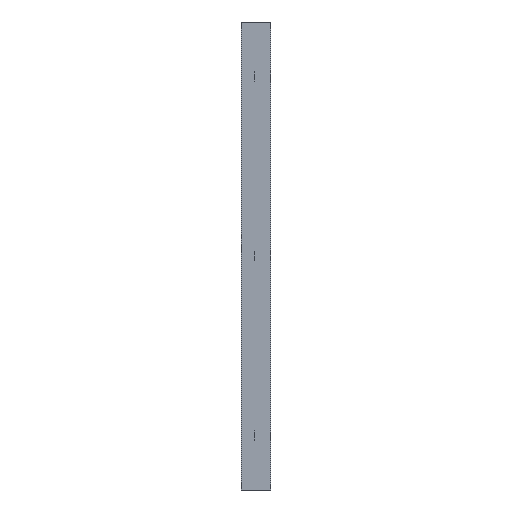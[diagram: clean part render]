
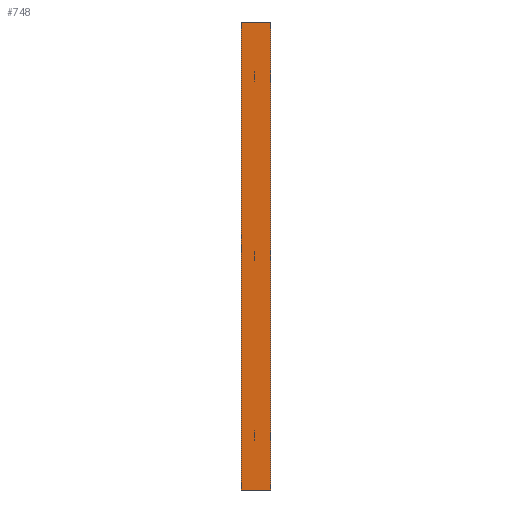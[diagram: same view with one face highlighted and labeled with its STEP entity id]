
A CAD part, left-side view. The second image highlights one B-rep face of the part: STEP entity #748.
In plain terms, the highlighted planar face has unit normal (-1, 0, 0).
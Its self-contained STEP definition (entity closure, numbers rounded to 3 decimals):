
#9 = DIRECTION ( 'NONE',  ( 0., -1., 0. ) ) ;
#26 = VECTOR ( 'NONE', #9, 1000. ) ;
#62 = CARTESIAN_POINT ( 'NONE',  ( -47.5, 8., 64.5 ) ) ;
#133 = ORIENTED_EDGE ( 'NONE', *, *, #1264, .F. ) ;
#142 = CARTESIAN_POINT ( 'NONE',  ( -47.5, 0., 64.5 ) ) ;
#209 = CARTESIAN_POINT ( 'NONE',  ( -47.5, 8., -64.5 ) ) ;
#215 = EDGE_CURVE ( 'NONE', #1561, #1678, #1291, .T. ) ;
#329 = VECTOR ( 'NONE', #1158, 1000. ) ;
#330 = DIRECTION ( 'NONE',  ( 1., 0., 0. ) ) ;
#346 = DIRECTION ( 'NONE',  ( 0., -1., 0. ) ) ;
#607 = CARTESIAN_POINT ( 'NONE',  ( -47.5, 0., 64.5 ) ) ;
#610 = FACE_OUTER_BOUND ( 'NONE', #1344, .T. ) ;
#639 = CARTESIAN_POINT ( 'NONE',  ( -47.5, 8., -64.5 ) ) ;
#698 = DIRECTION ( 'NONE',  ( 0., 0., 1. ) ) ;
#731 = LINE ( 'NONE', #1681, #26 ) ;
#748 = ADVANCED_FACE ( 'NONE', ( #610 ), #1665, .F. ) ;
#750 = VERTEX_POINT ( 'NONE', #639 ) ;
#815 = ORIENTED_EDGE ( 'NONE', *, *, #215, .T. ) ;
#982 = VECTOR ( 'NONE', #346, 1000. ) ;
#997 = LINE ( 'NONE', #209, #982 ) ;
#1062 = DIRECTION ( 'NONE',  ( 0., 0., -1. ) ) ;
#1112 = LINE ( 'NONE', #1232, #1667 ) ;
#1136 = EDGE_CURVE ( 'NONE', #750, #1274, #1112, .T. ) ;
#1158 = DIRECTION ( 'NONE',  ( 0., 0., 1. ) ) ;
#1200 = AXIS2_PLACEMENT_3D ( 'NONE', #62, #330, #1062 ) ;
#1232 = CARTESIAN_POINT ( 'NONE',  ( -47.5, 8., 64.5 ) ) ;
#1264 = EDGE_CURVE ( 'NONE', #1274, #1678, #731, .T. ) ;
#1274 = VERTEX_POINT ( 'NONE', #1279 ) ;
#1279 = CARTESIAN_POINT ( 'NONE',  ( -47.5, 8., 64.5 ) ) ;
#1291 = LINE ( 'NONE', #607, #329 ) ;
#1344 = EDGE_LOOP ( 'NONE', ( #815, #133, #1732, #1734 ) ) ;
#1374 = EDGE_CURVE ( 'NONE', #750, #1561, #997, .T. ) ;
#1504 = CARTESIAN_POINT ( 'NONE',  ( -47.5, 0., -64.5 ) ) ;
#1561 = VERTEX_POINT ( 'NONE', #1504 ) ;
#1665 = PLANE ( 'NONE',  #1200 ) ;
#1667 = VECTOR ( 'NONE', #698, 1000. ) ;
#1678 = VERTEX_POINT ( 'NONE', #142 ) ;
#1681 = CARTESIAN_POINT ( 'NONE',  ( -47.5, 8., 64.5 ) ) ;
#1732 = ORIENTED_EDGE ( 'NONE', *, *, #1136, .F. ) ;
#1734 = ORIENTED_EDGE ( 'NONE', *, *, #1374, .T. ) ;
